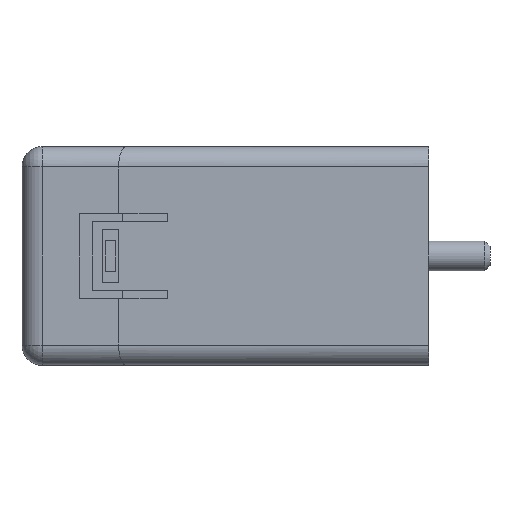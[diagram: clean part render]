
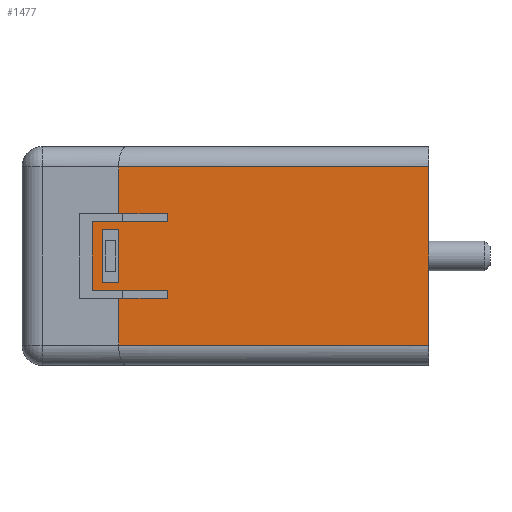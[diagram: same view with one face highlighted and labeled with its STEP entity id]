
A CAD part, left-side view. The second image highlights one B-rep face of the part: STEP entity #1477.
In plain terms, the highlighted planar face has unit normal (-1, 0, 0).
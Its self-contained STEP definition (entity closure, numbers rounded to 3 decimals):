
#204 = EDGE_CURVE ( 'NONE', #5763, #5798, #6938, .T. ) ;
#205 = EDGE_CURVE ( 'NONE', #5792, #5819, #6940, .T. ) ;
#206 = EDGE_CURVE ( 'NONE', #5345, #5832, #6941, .T. ) ;
#207 = EDGE_CURVE ( 'NONE', #5816, #5345, #6942, .T. ) ;
#208 = EDGE_CURVE ( 'NONE', #5816, #5792, #6943, .T. ) ;
#218 = EDGE_CURVE ( 'NONE', #5763, #5844, #6952, .T. ) ;
#219 = EDGE_CURVE ( 'NONE', #5826, #5750, #6953, .T. ) ;
#228 = EDGE_CURVE ( 'NONE', #5727, #5813, #6959, .T. ) ;
#230 = EDGE_CURVE ( 'NONE', #5801, #5844, #6961, .T. ) ;
#232 = EDGE_CURVE ( 'NONE', #5798, #5819, #6962, .T. ) ;
#233 = EDGE_CURVE ( 'NONE', #5813, #5300, #6963, .T. ) ;
#234 = EDGE_CURVE ( 'NONE', #5807, #5727, #6964, .T. ) ;
#241 = EDGE_CURVE ( 'NONE', #5826, #5801, #6967, .T. ) ;
#247 = EDGE_CURVE ( 'NONE', #5300, #5807, #6973, .T. ) ;
#1477 = ADVANCED_FACE ( 'NONE', ( #11683, #11684 ), #13044, .F. ) ;
#1715 = EDGE_CURVE ( 'NONE', #5750, #5330, #11883, .T. ) ;
#1716 = EDGE_CURVE ( 'NONE', #5832, #5330, #11884, .T. ) ;
#3187 = ORIENTED_EDGE ( 'NONE', *, *, #219, .F. ) ;
#3190 = ORIENTED_EDGE ( 'NONE', *, *, #1715, .F. ) ;
#3191 = ORIENTED_EDGE ( 'NONE', *, *, #1716, .T. ) ;
#3192 = ORIENTED_EDGE ( 'NONE', *, *, #206, .T. ) ;
#3193 = ORIENTED_EDGE ( 'NONE', *, *, #208, .F. ) ;
#3194 = ORIENTED_EDGE ( 'NONE', *, *, #207, .T. ) ;
#3195 = ORIENTED_EDGE ( 'NONE', *, *, #205, .F. ) ;
#3196 = ORIENTED_EDGE ( 'NONE', *, *, #232, .T. ) ;
#3216 = ORIENTED_EDGE ( 'NONE', *, *, #228, .T. ) ;
#3220 = ORIENTED_EDGE ( 'NONE', *, *, #247, .T. ) ;
#3221 = ORIENTED_EDGE ( 'NONE', *, *, #218, .F. ) ;
#3223 = ORIENTED_EDGE ( 'NONE', *, *, #234, .T. ) ;
#3224 = ORIENTED_EDGE ( 'NONE', *, *, #233, .T. ) ;
#3225 = ORIENTED_EDGE ( 'NONE', *, *, #204, .T. ) ;
#3226 = ORIENTED_EDGE ( 'NONE', *, *, #241, .T. ) ;
#3227 = ORIENTED_EDGE ( 'NONE', *, *, #230, .T. ) ;
#3870 = CARTESIAN_POINT ( 'NONE',  ( -14.782, 6.991, 3.36 ) ) ;
#3873 = CARTESIAN_POINT ( 'NONE',  ( -14.782, 8.434, 4.16 ) ) ;
#3875 = DIRECTION ( 'NONE',  ( 0., 1., 0. ) ) ;
#3877 = DIRECTION ( 'NONE',  ( 0., 1., 0. ) ) ;
#3881 = CARTESIAN_POINT ( 'NONE',  ( -14.782, 8.434, 8.75 ) ) ;
#3886 = CARTESIAN_POINT ( 'NONE',  ( -14.782, 11.034, 3.36 ) ) ;
#3888 = DIRECTION ( 'NONE',  ( 0., 0., -1. ) ) ;
#3905 = DIRECTION ( 'NONE',  ( 0., 1., 0. ) ) ;
#3915 = CARTESIAN_POINT ( 'NONE',  ( -14.782, 3.634, 3.36 ) ) ;
#3917 = DIRECTION ( 'NONE',  ( 0., 0., 1. ) ) ;
#3949 = CARTESIAN_POINT ( 'NONE',  ( -14.782, -22.066, 10.75 ) ) ;
#3950 = DIRECTION ( 'NONE',  ( 0., 0., -1. ) ) ;
#3956 = CARTESIAN_POINT ( 'NONE',  ( -14.782, 8.434, -4.16 ) ) ;
#3958 = DIRECTION ( 'NONE',  ( 0., -1., 0. ) ) ;
#4012 = DIRECTION ( 'NONE',  ( 0., -1., 0. ) ) ;
#4016 = DIRECTION ( 'NONE',  ( 0., 0., 1. ) ) ;
#4029 = CARTESIAN_POINT ( 'NONE',  ( -14.782, 10.034, 2.61 ) ) ;
#4031 = CARTESIAN_POINT ( 'NONE',  ( -14.782, -22.066, -8.75 ) ) ;
#4058 = CARTESIAN_POINT ( 'NONE',  ( -14.782, 6.991, 2.61 ) ) ;
#4060 = DIRECTION ( 'NONE',  ( 0., -1., 0. ) ) ;
#4064 = CARTESIAN_POINT ( 'NONE',  ( -14.782, 8.434, 10.75 ) ) ;
#4066 = DIRECTION ( 'NONE',  ( 0., 0., -1. ) ) ;
#4068 = CARTESIAN_POINT ( 'NONE',  ( -14.782, 6.991, -2.61 ) ) ;
#4070 = DIRECTION ( 'NONE',  ( 0., 1., 0. ) ) ;
#4930 = DIRECTION ( 'NONE',  ( 0., 0., -1. ) ) ;
#4941 = DIRECTION ( 'NONE',  ( 0., 0., -1. ) ) ;
#4942 = CARTESIAN_POINT ( 'NONE',  ( -14.782, 8.434, 10.75 ) ) ;
#4943 = CARTESIAN_POINT ( 'NONE',  ( -14.782, 8.434, 10.75 ) ) ;
#5300 = VERTEX_POINT ( 'NONE', #14267 ) ;
#5330 = VERTEX_POINT ( 'NONE', #14297 ) ;
#5345 = VERTEX_POINT ( 'NONE', #14312 ) ;
#5727 = VERTEX_POINT ( 'NONE', #14694 ) ;
#5750 = VERTEX_POINT ( 'NONE', #14717 ) ;
#5763 = VERTEX_POINT ( 'NONE', #14730 ) ;
#5792 = VERTEX_POINT ( 'NONE', #14759 ) ;
#5798 = VERTEX_POINT ( 'NONE', #14765 ) ;
#5801 = VERTEX_POINT ( 'NONE', #14768 ) ;
#5807 = VERTEX_POINT ( 'NONE', #14774 ) ;
#5813 = VERTEX_POINT ( 'NONE', #14780 ) ;
#5816 = VERTEX_POINT ( 'NONE', #14783 ) ;
#5819 = VERTEX_POINT ( 'NONE', #14786 ) ;
#5826 = VERTEX_POINT ( 'NONE', #14793 ) ;
#5832 = VERTEX_POINT ( 'NONE', #14799 ) ;
#5844 = VERTEX_POINT ( 'NONE', #14825 ) ;
#6286 = EDGE_LOOP ( 'NONE', ( #3224, #3220, #3223, #3216 ) ) ;
#6287 = EDGE_LOOP ( 'NONE', ( #3226, #3227, #3221, #3225, #3196, #3195, #3193, #3194, #3192, #3191, #3190, #3187 ) ) ;
#6938 = LINE ( 'NONE', #3881, #15520 ) ;
#6940 = LINE ( 'NONE', #3873, #15522 ) ;
#6941 = LINE ( 'NONE', #3886, #15523 ) ;
#6942 = LINE ( 'NONE', #3870, #15524 ) ;
#6943 = LINE ( 'NONE', #3915, #15525 ) ;
#6952 = LINE ( 'NONE', #3949, #15535 ) ;
#6953 = LINE ( 'NONE', #3956, #15536 ) ;
#6959 = LINE ( 'NONE', #4029, #15547 ) ;
#6961 = LINE ( 'NONE', #4031, #15550 ) ;
#6962 = LINE ( 'NONE', #4064, #15552 ) ;
#6963 = LINE ( 'NONE', #4058, #15553 ) ;
#6964 = LINE ( 'NONE', #4068, #15554 ) ;
#6967 = LINE ( 'NONE', #4943, #15557 ) ;
#6973 = LINE ( 'NONE', #4942, #15730 ) ;
#11683 = FACE_BOUND ( 'NONE', #6286, .T. ) ;
#11684 = FACE_OUTER_BOUND ( 'NONE', #6287, .T. ) ;
#11883 = LINE ( 'NONE', #13980, #13498 ) ;
#11884 = LINE ( 'NONE', #13982, #13499 ) ;
#12199 = AXIS2_PLACEMENT_3D ( 'NONE', #13045, #13046, #13047 ) ;
#13044 = PLANE ( 'NONE',  #12199 ) ;
#13045 = CARTESIAN_POINT ( 'NONE',  ( -14.782, 8.434, 10.75 ) ) ;
#13046 = DIRECTION ( 'NONE',  ( 1., 0., 0. ) ) ;
#13047 = DIRECTION ( 'NONE',  ( 0., 1., 0. ) ) ;
#13498 = VECTOR ( 'NONE', #13981, 1000. ) ;
#13499 = VECTOR ( 'NONE', #13983, 1000. ) ;
#13980 = CARTESIAN_POINT ( 'NONE',  ( -14.782, 3.634, -3.36 ) ) ;
#13981 = DIRECTION ( 'NONE',  ( 0., 0., 1. ) ) ;
#13982 = CARTESIAN_POINT ( 'NONE',  ( -14.782, 6.991, -3.36 ) ) ;
#13983 = DIRECTION ( 'NONE',  ( 0., -1., 0. ) ) ;
#14267 = CARTESIAN_POINT ( 'NONE',  ( -14.782, 8.434, 2.61 ) ) ;
#14297 = CARTESIAN_POINT ( 'NONE',  ( -14.782, 3.634, -3.36 ) ) ;
#14312 = CARTESIAN_POINT ( 'NONE',  ( -14.782, 11.034, 3.36 ) ) ;
#14694 = CARTESIAN_POINT ( 'NONE',  ( -14.782, 10.034, -2.61 ) ) ;
#14717 = CARTESIAN_POINT ( 'NONE',  ( -14.782, 3.634, -4.16 ) ) ;
#14730 = CARTESIAN_POINT ( 'NONE',  ( -14.782, -22.066, 8.75 ) ) ;
#14759 = CARTESIAN_POINT ( 'NONE',  ( -14.782, 3.634, 4.16 ) ) ;
#14765 = CARTESIAN_POINT ( 'NONE',  ( -14.782, 8.434, 8.75 ) ) ;
#14768 = CARTESIAN_POINT ( 'NONE',  ( -14.782, 8.434, -8.75 ) ) ;
#14774 = CARTESIAN_POINT ( 'NONE',  ( -14.782, 8.434, -2.61 ) ) ;
#14780 = CARTESIAN_POINT ( 'NONE',  ( -14.782, 10.034, 2.61 ) ) ;
#14783 = CARTESIAN_POINT ( 'NONE',  ( -14.782, 3.634, 3.36 ) ) ;
#14786 = CARTESIAN_POINT ( 'NONE',  ( -14.782, 8.434, 4.16 ) ) ;
#14793 = CARTESIAN_POINT ( 'NONE',  ( -14.782, 8.434, -4.16 ) ) ;
#14799 = CARTESIAN_POINT ( 'NONE',  ( -14.782, 11.034, -3.36 ) ) ;
#14825 = CARTESIAN_POINT ( 'NONE',  ( -14.782, -22.066, -8.75 ) ) ;
#15520 = VECTOR ( 'NONE', #3877, 1000. ) ;
#15522 = VECTOR ( 'NONE', #3875, 1000. ) ;
#15523 = VECTOR ( 'NONE', #3888, 1000. ) ;
#15524 = VECTOR ( 'NONE', #3905, 1000. ) ;
#15525 = VECTOR ( 'NONE', #3917, 1000. ) ;
#15535 = VECTOR ( 'NONE', #3950, 1000. ) ;
#15536 = VECTOR ( 'NONE', #3958, 1000. ) ;
#15547 = VECTOR ( 'NONE', #4016, 1000. ) ;
#15550 = VECTOR ( 'NONE', #4012, 1000. ) ;
#15552 = VECTOR ( 'NONE', #4066, 1000. ) ;
#15553 = VECTOR ( 'NONE', #4060, 1000. ) ;
#15554 = VECTOR ( 'NONE', #4070, 1000. ) ;
#15557 = VECTOR ( 'NONE', #4930, 1000. ) ;
#15730 = VECTOR ( 'NONE', #4941, 1000. ) ;
